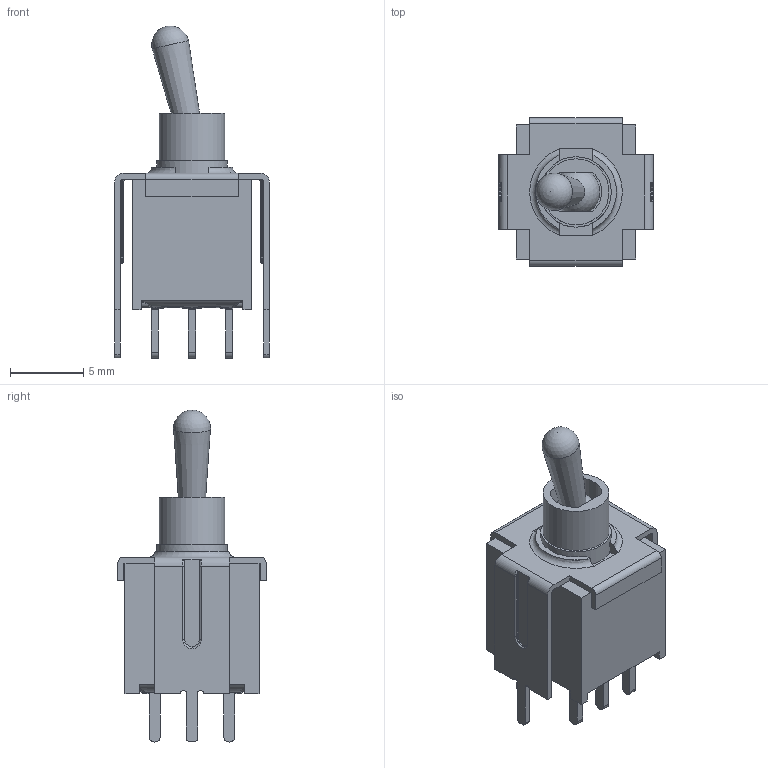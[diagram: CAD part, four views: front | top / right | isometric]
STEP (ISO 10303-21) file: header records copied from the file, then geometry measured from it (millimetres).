
FILE_DESCRIPTION(/* description */ (''),/* implementation_level */ '2;1');
FILE_NAME(/* name */ '200AWMDPxT2A1VS2xE.stp',/* time_stamp */ '2026-01-12T21:07:56-06:00',/* author */ ('jmeyers'),/* organization */ (''),/* preprocessor_version */ 'ST-DEVELOPER v18.1',/* originating_system */ 'Autodesk Inventor 2022',/* authorisation */ '');
FILE_SCHEMA (('AUTOMOTIVE_DESIGN { 1 0 10303 214 3 1 1 }'));
Length unit declared in the file: inch
Products named in the file (1): Part26
Bounding box: 10.56 x 10.11 x 22.64 mm (x, y, z)
Volume: 799.8 mm3; surface area: 956.9 mm2
Topology: 1 solids, 1 shells, 251 faces, 685 edges, 436 vertices
Faces by surface type: plane 135, cylinder 63, bspline 28, torus 22, sphere 2, cone 1
Full cylindrical faces by diameter (mm): 4.5 x1, 4.8 x1
Entity records: 9129 total; most frequent: CARTESIAN_POINT 2931, ORIENTED_EDGE 1360, DIRECTION 1185, EDGE_CURVE 680, VERTEX_POINT 436, AXIS2_PLACEMENT_3D 397, LINE 391, VECTOR 391
